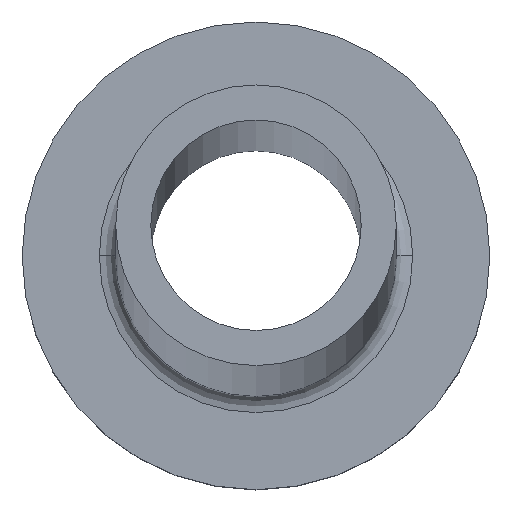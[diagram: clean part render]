
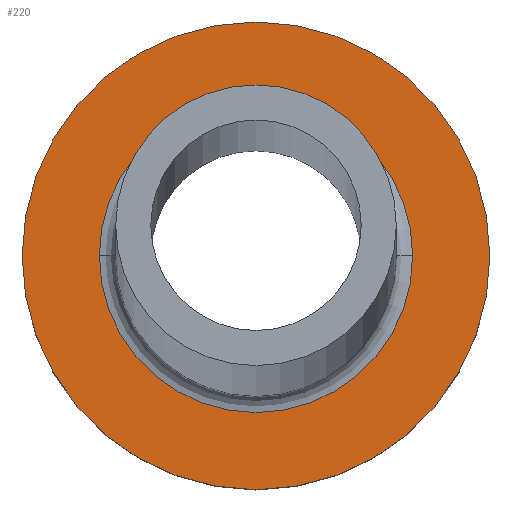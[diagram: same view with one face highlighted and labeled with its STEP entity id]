
A CAD part, top view. The second image highlights one B-rep face of the part: STEP entity #220.
In plain terms, the highlighted planar face has unit normal (0, 0, 1).
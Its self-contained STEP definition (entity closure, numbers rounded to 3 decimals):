
#12 = CARTESIAN_POINT ( 'NONE',  ( -10., 0., 7. ) ) ;
#14 = CARTESIAN_POINT ( 'NONE',  ( 0., 0., 7. ) ) ;
#37 = VERTEX_POINT ( 'NONE', #12 ) ;
#42 = DIRECTION ( 'NONE',  ( 1., 0., 0. ) ) ;
#46 = DIRECTION ( 'NONE',  ( 0., 0., 1. ) ) ;
#48 = DIRECTION ( 'NONE',  ( 0., 0., 1. ) ) ;
#51 = VERTEX_POINT ( 'NONE', #223 ) ;
#58 = ORIENTED_EDGE ( 'NONE', *, *, #275, .T. ) ;
#60 = VERTEX_POINT ( 'NONE', #307 ) ;
#110 = FACE_OUTER_BOUND ( 'NONE', #210, .T. ) ;
#114 = ORIENTED_EDGE ( 'NONE', *, *, #135, .T. ) ;
#125 = CIRCLE ( 'NONE', #142, 10. ) ;
#135 = EDGE_CURVE ( 'NONE', #37, #60, #125, .T. ) ;
#142 = AXIS2_PLACEMENT_3D ( 'NONE', #308, #276, #42 ) ;
#143 = EDGE_LOOP ( 'NONE', ( #58, #326 ) ) ;
#145 = CARTESIAN_POINT ( 'NONE',  ( 0., 0., 7. ) ) ;
#151 = ORIENTED_EDGE ( 'NONE', *, *, #173, .T. ) ;
#153 = CIRCLE ( 'NONE', #214, 10. ) ;
#159 = VERTEX_POINT ( 'NONE', #314 ) ;
#160 = AXIS2_PLACEMENT_3D ( 'NONE', #376, #293, #348 ) ;
#172 = PLANE ( 'NONE',  #292 ) ;
#173 = EDGE_CURVE ( 'NONE', #60, #37, #153, .T. ) ;
#175 = DIRECTION ( 'NONE',  ( 1., 0., 0. ) ) ;
#184 = DIRECTION ( 'NONE',  ( 0., 0., -1. ) ) ;
#205 = FACE_BOUND ( 'NONE', #143, .T. ) ;
#210 = EDGE_LOOP ( 'NONE', ( #114, #151 ) ) ;
#214 = AXIS2_PLACEMENT_3D ( 'NONE', #257, #46, #374 ) ;
#220 = ADVANCED_FACE ( 'NONE', ( #205, #110 ), #172, .T. ) ;
#223 = CARTESIAN_POINT ( 'NONE',  ( 6.7, 0., 7. ) ) ;
#226 = AXIS2_PLACEMENT_3D ( 'NONE', #145, #184, #302 ) ;
#251 = CIRCLE ( 'NONE', #160, 6.7 ) ;
#257 = CARTESIAN_POINT ( 'NONE',  ( 0., 0., 7. ) ) ;
#275 = EDGE_CURVE ( 'NONE', #51, #159, #335, .T. ) ;
#276 = DIRECTION ( 'NONE',  ( 0., 0., 1. ) ) ;
#292 = AXIS2_PLACEMENT_3D ( 'NONE', #14, #48, #175 ) ;
#293 = DIRECTION ( 'NONE',  ( 0., 0., -1. ) ) ;
#299 = EDGE_CURVE ( 'NONE', #159, #51, #251, .T. ) ;
#302 = DIRECTION ( 'NONE',  ( 1., 0., 0. ) ) ;
#307 = CARTESIAN_POINT ( 'NONE',  ( 10., 0., 7. ) ) ;
#308 = CARTESIAN_POINT ( 'NONE',  ( 0., 0., 7. ) ) ;
#314 = CARTESIAN_POINT ( 'NONE',  ( -6.7, 0., 7. ) ) ;
#326 = ORIENTED_EDGE ( 'NONE', *, *, #299, .T. ) ;
#335 = CIRCLE ( 'NONE', #226, 6.7 ) ;
#348 = DIRECTION ( 'NONE',  ( 1., 0., 0. ) ) ;
#374 = DIRECTION ( 'NONE',  ( 1., 0., 0. ) ) ;
#376 = CARTESIAN_POINT ( 'NONE',  ( 0., 0., 7. ) ) ;
